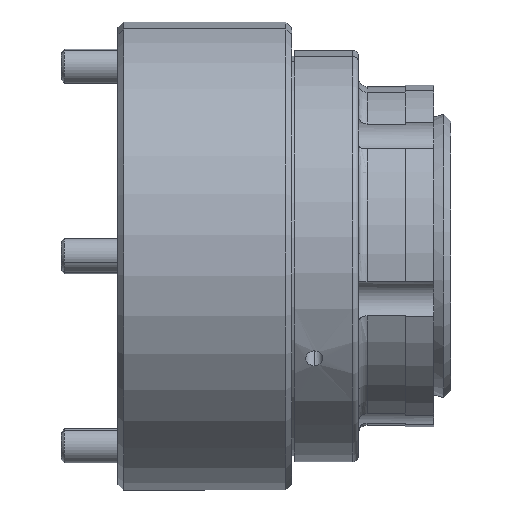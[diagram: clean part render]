
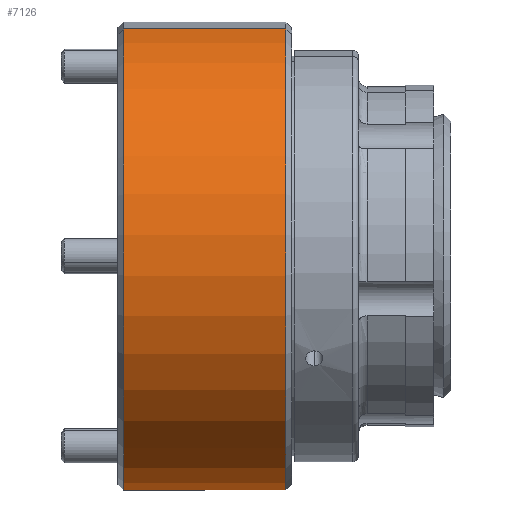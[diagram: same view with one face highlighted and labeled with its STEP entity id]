
A CAD part, front view. The second image highlights one B-rep face of the part: STEP entity #7126.
In plain terms, the highlighted cylindrical face has radius 82.5 mm (diameter 165 mm), a partial arc.
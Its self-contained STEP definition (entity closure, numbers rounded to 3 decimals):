
#127 = CARTESIAN_POINT ( 'NONE',  ( 0., 0., -82.5 ) ) ;
#247 = VECTOR ( 'NONE', #2816, 1000. ) ;
#967 = ORIENTED_EDGE ( 'NONE', *, *, #6826, .T. ) ;
#1131 = CARTESIAN_POINT ( 'NONE',  ( 2., 0., -82.5 ) ) ;
#1187 = EDGE_LOOP ( 'NONE', ( #1327, #5530, #8220, #967 ) ) ;
#1302 = EDGE_CURVE ( 'NONE', #3041, #7931, #6985, .T. ) ;
#1327 = ORIENTED_EDGE ( 'NONE', *, *, #1302, .F. ) ;
#1453 = CARTESIAN_POINT ( 'NONE',  ( 59., 0., 82.5 ) ) ;
#2438 = AXIS2_PLACEMENT_3D ( 'NONE', #9566, #2718, #5771 ) ;
#2714 = EDGE_CURVE ( 'NONE', #3041, #4384, #9041, .T. ) ;
#2718 = DIRECTION ( 'NONE',  ( -1., 0., 0. ) ) ;
#2816 = DIRECTION ( 'NONE',  ( -1., 0., 0. ) ) ;
#2880 = EDGE_CURVE ( 'NONE', #4384, #8208, #6619, .T. ) ;
#3041 = VERTEX_POINT ( 'NONE', #6874 ) ;
#3173 = DIRECTION ( 'NONE',  ( -1., 0., 0. ) ) ;
#3324 = CARTESIAN_POINT ( 'NONE',  ( 59., 0., 0. ) ) ;
#3475 = FACE_OUTER_BOUND ( 'NONE', #1187, .T. ) ;
#3727 = CARTESIAN_POINT ( 'NONE',  ( 2., 0., 0. ) ) ;
#4150 = VECTOR ( 'NONE', #3173, 1000. ) ;
#4359 = CIRCLE ( 'NONE', #5643, 82.5 ) ;
#4384 = VERTEX_POINT ( 'NONE', #1453 ) ;
#4713 = AXIS2_PLACEMENT_3D ( 'NONE', #3324, #6384, #9417 ) ;
#5530 = ORIENTED_EDGE ( 'NONE', *, *, #2714, .T. ) ;
#5643 = AXIS2_PLACEMENT_3D ( 'NONE', #3727, #6791, #9830 ) ;
#5771 = DIRECTION ( 'NONE',  ( 0., 0., 1. ) ) ;
#6384 = DIRECTION ( 'NONE',  ( -1., 0., 0. ) ) ;
#6532 = CYLINDRICAL_SURFACE ( 'NONE', #2438, 82.5 ) ;
#6619 = LINE ( 'NONE', #9664, #247 ) ;
#6791 = DIRECTION ( 'NONE',  ( 1., 0., 0. ) ) ;
#6826 = EDGE_CURVE ( 'NONE', #8208, #7931, #4359, .T. ) ;
#6874 = CARTESIAN_POINT ( 'NONE',  ( 59., 0., -82.5 ) ) ;
#6985 = LINE ( 'NONE', #127, #4150 ) ;
#7126 = ADVANCED_FACE ( 'NONE', ( #3475 ), #6532, .T. ) ;
#7931 = VERTEX_POINT ( 'NONE', #1131 ) ;
#8208 = VERTEX_POINT ( 'NONE', #8385 ) ;
#8220 = ORIENTED_EDGE ( 'NONE', *, *, #2880, .T. ) ;
#8385 = CARTESIAN_POINT ( 'NONE',  ( 2., 0., 82.5 ) ) ;
#9041 = CIRCLE ( 'NONE', #4713, 82.5 ) ;
#9417 = DIRECTION ( 'NONE',  ( 0., 0., 1. ) ) ;
#9566 = CARTESIAN_POINT ( 'NONE',  ( 0., 0., 0. ) ) ;
#9664 = CARTESIAN_POINT ( 'NONE',  ( 0., 0., 82.5 ) ) ;
#9830 = DIRECTION ( 'NONE',  ( 0., 0., -1. ) ) ;
